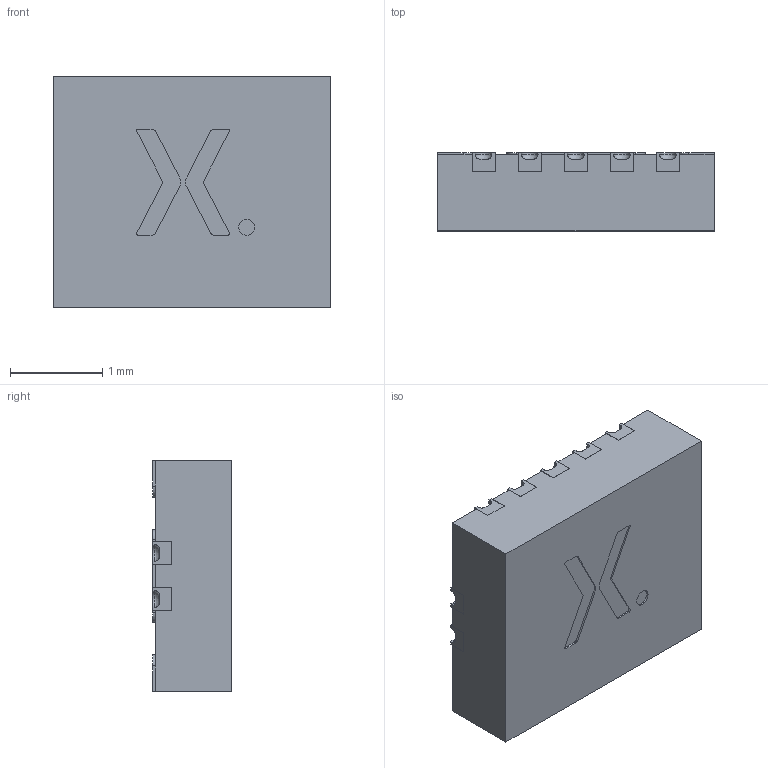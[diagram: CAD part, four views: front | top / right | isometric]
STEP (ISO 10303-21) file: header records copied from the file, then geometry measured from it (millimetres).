
FILE_DESCRIPTION(/* description */ ('3D model for products with SOT762-1 package'),/* implementation_level */ '2;1');
FILE_NAME(/* name */ 'Nexperia_SOT762-1 v1.step',/* time_stamp */ '2024-09-09T09:20:17-07:00',/* author */ (''),/* organization */ (''),/* preprocessor_version */ 'ST-DEVELOPER v20',/* originating_system */ 'Autodesk Translation Framework v13.14.0.145',/* authorisation */ '');
FILE_SCHEMA (('AUTOMOTIVE_DESIGN { 1 0 10303 214 3 1 1 }'));
Length unit declared in the file: millimetre
Products named in the file (4): SOT762-1; SOT762 Body; SOT762 Heatsink; SOT762 Lead
Assembly tree (16 placements, depth 2):
  SOT762-1
    SOT762 Body
    SOT762 Heatsink
    SOT762 Lead  x14
Bounding box: 3 x 0.85 x 2.5 mm (x, y, z)
Volume: 6.2 mm3; surface area: 36.7 mm2
Topology: 16 solids, 16 shells, 291 faces, 737 edges, 482 vertices
Faces by surface type: plane 186, cylinder 91, bspline 14
Full cylindrical faces by diameter (mm): 0.173 x1
Entity records: 4133 total; most frequent: CARTESIAN_POINT 712, DIRECTION 695, ORIENTED_EDGE 668, EDGE_CURVE 334, LINE 255, VECTOR 255, VERTEX_POINT 222, AXIS2_PLACEMENT_3D 220
